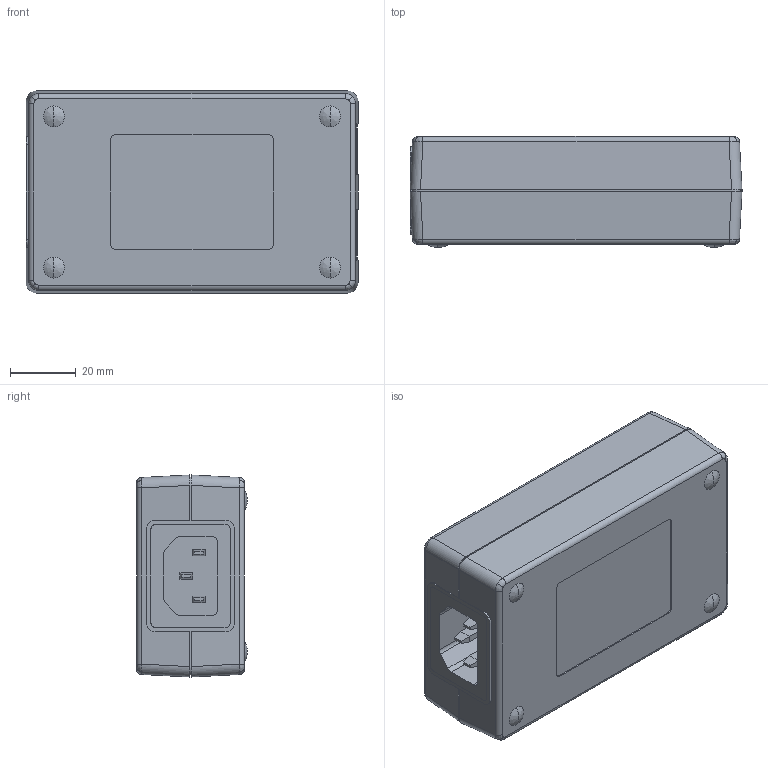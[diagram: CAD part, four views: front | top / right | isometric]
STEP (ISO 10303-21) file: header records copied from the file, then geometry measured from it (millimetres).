
FILE_DESCRIPTION (( 'STEP AP214' ), '1' );
FILE_NAME ('PS4820-POE-1.STEP', '2013-01-16T17:55:08', ( '' ), ( '' ), 'SwSTEP 2.0', 'SolidWorks 2012', '' );
FILE_SCHEMA (( 'AUTOMOTIVE_DESIGN' ));
Length unit declared in the file: inch
Products named in the file (1): PS4820-POE-1
Bounding box: 101 x 33.68 x 61.47 mm (x, y, z)
Volume: 189285.4 mm3; surface area: 25303.1 mm2
Topology: 1 solids, 1 shells, 388 faces, 1020 edges, 668 vertices
Faces by surface type: plane 283, bspline 61, cylinder 44
Entity records: 19375 total; most frequent: CARTESIAN_POINT 5090, ORIENTED_EDGE 2040, DIRECTION 1649, EDGE_CURVE 1020, VECTOR 803, LINE 803, VERTEX_POINT 668, AXIS2_PLACEMENT_3D 423
